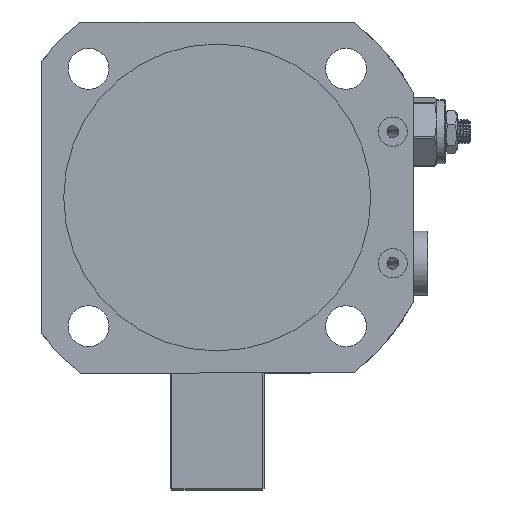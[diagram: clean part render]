
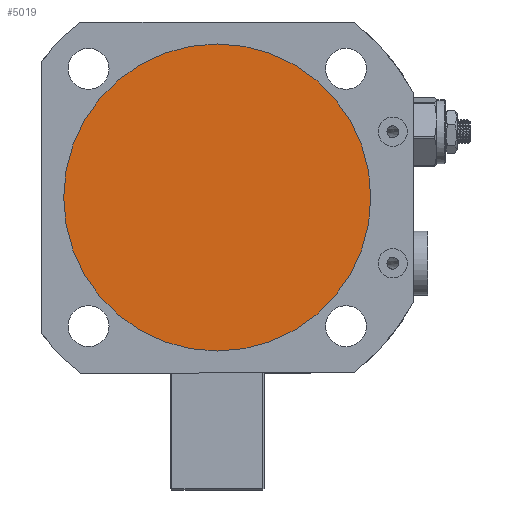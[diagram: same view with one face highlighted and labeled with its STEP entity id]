
A CAD part, front view. The second image highlights one B-rep face of the part: STEP entity #5019.
In plain terms, the highlighted planar face has unit normal (0, -1, 0).
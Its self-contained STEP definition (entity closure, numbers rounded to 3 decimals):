
#78 = FACE_OUTER_BOUND ( 'NONE', #3177, .T. ) ;
#397 = VERTEX_POINT ( 'NONE', #7305 ) ;
#2801 = DIRECTION ( 'NONE',  ( 0., -1., 0. ) ) ;
#3177 = EDGE_LOOP ( 'NONE', ( #4619, #12356 ) ) ;
#4619 = ORIENTED_EDGE ( 'NONE', *, *, #6251, .T. ) ;
#5016 = AXIS2_PLACEMENT_3D ( 'NONE', #12000, #9956, #9900 ) ;
#5019 = ADVANCED_FACE ( 'NONE', ( #78 ), #12192, .T. ) ;
#5433 = AXIS2_PLACEMENT_3D ( 'NONE', #10013, #2801, #11171 ) ;
#6251 = EDGE_CURVE ( 'NONE', #9928, #397, #10893, .T. ) ;
#7042 = DIRECTION ( 'NONE',  ( 0., -1., 0. ) ) ;
#7305 = CARTESIAN_POINT ( 'NONE',  ( 0., 0., 52.5 ) ) ;
#8148 = EDGE_CURVE ( 'NONE', #397, #9928, #9798, .T. ) ;
#9798 = CIRCLE ( 'NONE', #11681, 52.5 ) ;
#9900 = DIRECTION ( 'NONE',  ( 0., 0., -1. ) ) ;
#9928 = VERTEX_POINT ( 'NONE', #12097 ) ;
#9956 = DIRECTION ( 'NONE',  ( 0., -1., 0. ) ) ;
#10013 = CARTESIAN_POINT ( 'NONE',  ( 0., 0., 0. ) ) ;
#10893 = CIRCLE ( 'NONE', #5433, 52.5 ) ;
#11171 = DIRECTION ( 'NONE',  ( 0., 0., -1. ) ) ;
#11681 = AXIS2_PLACEMENT_3D ( 'NONE', #13864, #7042, #14964 ) ;
#12000 = CARTESIAN_POINT ( 'NONE',  ( 42.5, 0., 0. ) ) ;
#12097 = CARTESIAN_POINT ( 'NONE',  ( 0., 0., -52.5 ) ) ;
#12192 = PLANE ( 'NONE',  #5016 ) ;
#12356 = ORIENTED_EDGE ( 'NONE', *, *, #8148, .T. ) ;
#13864 = CARTESIAN_POINT ( 'NONE',  ( 0., 0., 0. ) ) ;
#14964 = DIRECTION ( 'NONE',  ( 0., 0., -1. ) ) ;
